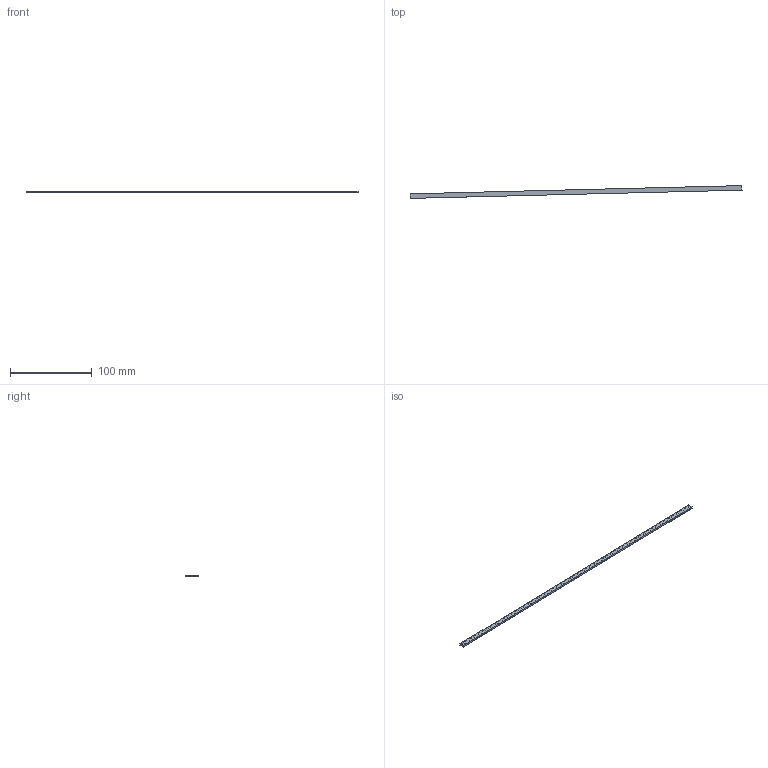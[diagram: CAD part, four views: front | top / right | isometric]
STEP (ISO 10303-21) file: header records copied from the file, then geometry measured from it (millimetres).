
FILE_DESCRIPTION(/* description */ ('Unknown'),/* implementation_level */ '2;1');
FILE_NAME(/* name */ '3851240_maxSized',/* time_stamp */ '2019-12-09T11:39:05+08:00',/* author */ ('Unknown'),/* organization */ ('Unknown'),/* preprocessor_version */ 'ST-DEVELOPER v16.7',/* originating_system */ 'DEX',/* authorisation */ $);
FILE_SCHEMA (('AUTOMOTIVE_DESIGN {1 0 10303 214 3 1 1}'));
Length unit declared in the file: millimetre
Products named in the file (3): 3851240_maxSized; maxSized; 3851240_406,43mm
Assembly tree (2 placements, depth 2):
  3851240_maxSized
    maxSized
    3851240_406,43mm
Bounding box: 407.24 x 15.67 x 2.23 mm (x, y, z)
Volume: 5443.8 mm3; surface area: 15493.9 mm2
Topology: 2 solids, 2 shells, 1760 faces, 3910 edges, 2154 vertices
Faces by surface type: plane 1079, cylinder 487, bspline 194
Entity records: 49150 total; most frequent: CARTESIAN_POINT 11901, ORIENTED_EDGE 7820, DIRECTION 7246, EDGE_CURVE 3910, LINE 2936, VECTOR 2936, AXIS2_PLACEMENT_3D 2155, VERTEX_POINT 2154
